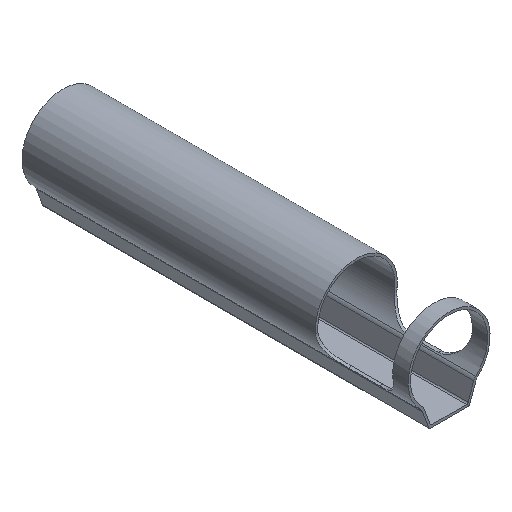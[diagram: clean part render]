
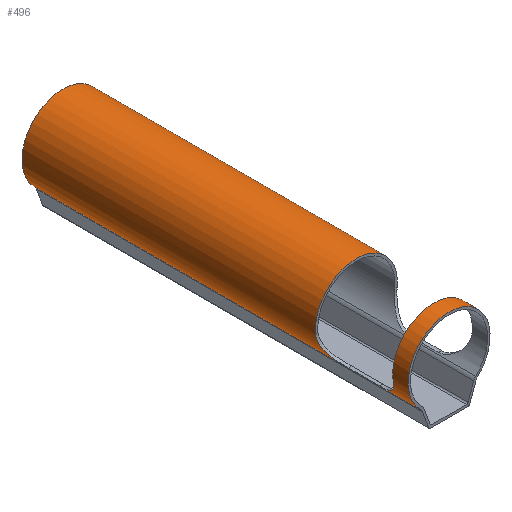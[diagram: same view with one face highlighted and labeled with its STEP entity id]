
A CAD part, isometric view. The second image highlights one B-rep face of the part: STEP entity #496.
In plain terms, the highlighted cylindrical face has radius 53 mm (diameter 106 mm), a partial arc.
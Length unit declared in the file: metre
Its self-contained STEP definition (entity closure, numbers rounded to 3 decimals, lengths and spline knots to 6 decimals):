
#13=B_SPLINE_CURVE_WITH_KNOTS('',3,(#733,#734,#735,#736,#737,#738,#739,
#740,#741,#742,#743,#744,#745,#746),.UNSPECIFIED.,.F.,.F.,(4,1,1,1,1,1,
1,1,1,1,1,4),(0.,0.006107,0.012215,0.018322,
0.021376,0.024429,0.027483,0.030537,
0.036644,0.039698,0.042751,0.048859),
 .UNSPECIFIED.);
#15=B_SPLINE_CURVE_WITH_KNOTS('',3,(#765,#766,#767,#768,#769,#770,#771,
#772,#773,#774,#775,#776),.UNSPECIFIED.,.F.,.F.,(4,1,1,1,1,1,1,1,1,4),(0.,
0.006105,0.012211,0.015263,0.018316,
0.024421,0.030527,0.036632,0.042737,
0.048843),.UNSPECIFIED.);
#17=B_SPLINE_CURVE_WITH_KNOTS('',3,(#807,#808,#809,#810,#811,#812,#813,
#814,#815,#816,#817,#818),.UNSPECIFIED.,.F.,.F.,(4,1,1,1,1,1,1,1,1,4),(0.,
0.006105,0.012211,0.015263,0.018316,
0.024421,0.030527,0.036632,0.042737,
0.048843),.UNSPECIFIED.);
#19=B_SPLINE_CURVE_WITH_KNOTS('',3,(#837,#838,#839,#840,#841,#842,#843,
#844,#845,#846,#847,#848,#849,#850),.UNSPECIFIED.,.F.,.F.,(4,1,1,1,1,1,
1,1,1,1,1,4),(0.,0.006107,0.012215,0.018322,
0.021376,0.024429,0.027483,0.030537,
0.036644,0.039698,0.042751,0.048859),
 .UNSPECIFIED.);
#33=CYLINDRICAL_SURFACE('',#557,0.053);
#35=CIRCLE('',#515,0.053);
#36=CIRCLE('',#523,0.053);
#56=CIRCLE('',#558,0.053);
#57=CIRCLE('',#559,0.053);
#154=ORIENTED_EDGE('',*,*,#270,.T.);
#155=ORIENTED_EDGE('',*,*,#255,.T.);
#156=ORIENTED_EDGE('',*,*,#271,.F.);
#157=ORIENTED_EDGE('',*,*,#245,.T.);
#158=ORIENTED_EDGE('',*,*,#220,.T.);
#159=ORIENTED_EDGE('',*,*,#224,.T.);
#160=ORIENTED_EDGE('',*,*,#223,.T.);
#161=ORIENTED_EDGE('',*,*,#217,.T.);
#162=ORIENTED_EDGE('',*,*,#211,.T.);
#163=ORIENTED_EDGE('',*,*,#205,.T.);
#164=ORIENTED_EDGE('',*,*,#208,.T.);
#165=ORIENTED_EDGE('',*,*,#214,.T.);
#205=EDGE_CURVE('',#275,#277,#35,.T.);
#208=EDGE_CURVE('',#277,#279,#13,.T.);
#211=EDGE_CURVE('',#281,#275,#15,.T.);
#214=EDGE_CURVE('',#279,#283,#328,.T.);
#217=EDGE_CURVE('',#285,#281,#331,.T.);
#220=EDGE_CURVE('',#283,#287,#17,.T.);
#223=EDGE_CURVE('',#289,#285,#19,.T.);
#224=EDGE_CURVE('',#287,#289,#36,.T.);
#245=EDGE_CURVE('',#307,#309,#343,.T.);
#255=EDGE_CURVE('',#320,#318,#348,.T.);
#270=EDGE_CURVE('',#309,#320,#56,.T.);
#271=EDGE_CURVE('',#307,#318,#57,.T.);
#275=VERTEX_POINT('',#709);
#277=VERTEX_POINT('',#713);
#279=VERTEX_POINT('',#732);
#281=VERTEX_POINT('',#750);
#283=VERTEX_POINT('',#781);
#285=VERTEX_POINT('',#786);
#287=VERTEX_POINT('',#806);
#289=VERTEX_POINT('',#822);
#307=VERTEX_POINT('',#893);
#309=VERTEX_POINT('',#897);
#318=VERTEX_POINT('',#919);
#320=VERTEX_POINT('',#922);
#328=LINE('',#782,#368);
#331=LINE('',#788,#371);
#343=LINE('',#898,#383);
#348=LINE('',#921,#388);
#368=VECTOR('',#583,1.);
#371=VECTOR('',#588,1.);
#383=VECTOR('',#640,1.);
#388=VECTOR('',#661,1.);
#425=EDGE_LOOP('',(#154,#155,#156,#157));
#426=EDGE_LOOP('',(#158,#159,#160,#161,#162,#163,#164,#165));
#455=FACE_BOUND('',#425,.T.);
#456=FACE_BOUND('',#426,.T.);
#496=ADVANCED_FACE('',(#455,#456),#33,.T.);
#515=AXIS2_PLACEMENT_3D('',#714,#571,#572);
#523=AXIS2_PLACEMENT_3D('',#852,#597,#598);
#557=AXIS2_PLACEMENT_3D('',#944,#691,#692);
#558=AXIS2_PLACEMENT_3D('',#945,#693,#694);
#559=AXIS2_PLACEMENT_3D('',#946,#695,#696);
#571=DIRECTION('',(0.,-1.,0.));
#572=DIRECTION('',(0.,0.,-1.));
#583=DIRECTION('',(0.,1.,0.));
#588=DIRECTION('',(0.,-1.,0.));
#597=DIRECTION('',(0.,1.,0.));
#598=DIRECTION('',(0.,0.,1.));
#640=DIRECTION('',(0.,-1.,0.));
#661=DIRECTION('',(0.,1.,0.));
#691=DIRECTION('',(0.,-1.,0.));
#692=DIRECTION('',(0.,0.,-1.));
#693=DIRECTION('',(0.,1.,0.));
#694=DIRECTION('',(0.,0.,1.));
#695=DIRECTION('',(0.,1.,0.));
#696=DIRECTION('',(0.,0.,1.));
#709=CARTESIAN_POINT('',(0.052764,0.02,-0.005));
#713=CARTESIAN_POINT('',(-0.052764,0.02,-0.005));
#714=CARTESIAN_POINT('',(0.,0.02,0.));
#732=CARTESIAN_POINT('',(-0.039799,0.05,-0.035));
#733=CARTESIAN_POINT('',(-0.052764,0.02,-0.005));
#734=CARTESIAN_POINT('',(-0.052568,0.02,-0.007059));
#735=CARTESIAN_POINT('',(-0.05195,0.020414,-0.011062));
#736=CARTESIAN_POINT('',(-0.050373,0.022213,-0.01681));
#737=CARTESIAN_POINT('',(-0.048697,0.024524,-0.021045));
#738=CARTESIAN_POINT('',(-0.047209,0.026833,-0.024132));
#739=CARTESIAN_POINT('',(-0.046071,0.028745,-0.026234));
#740=CARTESIAN_POINT('',(-0.044926,0.030843,-0.028146));
#741=CARTESIAN_POINT('',(-0.043412,0.033921,-0.030454));
#742=CARTESIAN_POINT('',(-0.042045,0.037284,-0.032292));
#743=CARTESIAN_POINT('',(-0.040947,0.040957,-0.033657));
#744=CARTESIAN_POINT('',(-0.040082,0.04489,-0.034684));
#745=CARTESIAN_POINT('',(-0.039799,0.047926,-0.035));
#746=CARTESIAN_POINT('',(-0.039799,0.05,-0.035));
#750=CARTESIAN_POINT('',(0.039799,0.05,-0.035));
#765=CARTESIAN_POINT('',(0.039799,0.05,-0.035));
#766=CARTESIAN_POINT('',(0.039799,0.047928,-0.035));
#767=CARTESIAN_POINT('',(0.040175,0.043895,-0.03458));
#768=CARTESIAN_POINT('',(0.041444,0.039081,-0.033062));
#769=CARTESIAN_POINT('',(0.042731,0.035598,-0.03137));
#770=CARTESIAN_POINT('',(0.044167,0.032287,-0.029346));
#771=CARTESIAN_POINT('',(0.04608,0.028642,-0.026324));
#772=CARTESIAN_POINT('',(0.048373,0.02497,-0.021865));
#773=CARTESIAN_POINT('',(0.050371,0.022216,-0.016814));
#774=CARTESIAN_POINT('',(0.051951,0.020413,-0.011059));
#775=CARTESIAN_POINT('',(0.052568,0.02,-0.007061));
#776=CARTESIAN_POINT('',(0.052764,0.02,-0.005));
#781=CARTESIAN_POINT('',(-0.039799,0.09,-0.035));
#782=CARTESIAN_POINT('',(-0.039799,0.5,-0.035));
#786=CARTESIAN_POINT('',(0.039799,0.09,-0.035));
#788=CARTESIAN_POINT('',(0.039799,0.5,-0.035));
#806=CARTESIAN_POINT('',(-0.052764,0.12,-0.005));
#807=CARTESIAN_POINT('',(-0.039799,0.09,-0.035));
#808=CARTESIAN_POINT('',(-0.039799,0.092072,-0.035));
#809=CARTESIAN_POINT('',(-0.040175,0.096105,-0.03458));
#810=CARTESIAN_POINT('',(-0.041444,0.100919,-0.033062));
#811=CARTESIAN_POINT('',(-0.042731,0.104402,-0.03137));
#812=CARTESIAN_POINT('',(-0.044167,0.107713,-0.029346));
#813=CARTESIAN_POINT('',(-0.04608,0.111358,-0.026324));
#814=CARTESIAN_POINT('',(-0.048373,0.11503,-0.021865));
#815=CARTESIAN_POINT('',(-0.050371,0.117784,-0.016814));
#816=CARTESIAN_POINT('',(-0.051951,0.119587,-0.011059));
#817=CARTESIAN_POINT('',(-0.052568,0.12,-0.007061));
#818=CARTESIAN_POINT('',(-0.052764,0.12,-0.005));
#822=CARTESIAN_POINT('',(0.052764,0.12,-0.005));
#837=CARTESIAN_POINT('',(0.052764,0.12,-0.005));
#838=CARTESIAN_POINT('',(0.052568,0.12,-0.007059));
#839=CARTESIAN_POINT('',(0.05195,0.119586,-0.011062));
#840=CARTESIAN_POINT('',(0.050373,0.117787,-0.01681));
#841=CARTESIAN_POINT('',(0.048697,0.115476,-0.021045));
#842=CARTESIAN_POINT('',(0.047209,0.113167,-0.024132));
#843=CARTESIAN_POINT('',(0.046071,0.111255,-0.026234));
#844=CARTESIAN_POINT('',(0.044926,0.109157,-0.028146));
#845=CARTESIAN_POINT('',(0.043412,0.106079,-0.030454));
#846=CARTESIAN_POINT('',(0.042045,0.102716,-0.032292));
#847=CARTESIAN_POINT('',(0.040947,0.099043,-0.033657));
#848=CARTESIAN_POINT('',(0.040082,0.09511,-0.034684));
#849=CARTESIAN_POINT('',(0.039799,0.092074,-0.035));
#850=CARTESIAN_POINT('',(0.039799,0.09,-0.035));
#852=CARTESIAN_POINT('',(0.,0.12,0.));
#893=CARTESIAN_POINT('',(-0.037002,0.5,-0.037945));
#897=CARTESIAN_POINT('',(-0.037002,0.,-0.037945));
#898=CARTESIAN_POINT('',(-0.037002,0.5,-0.037945));
#919=CARTESIAN_POINT('',(0.037002,0.5,-0.037945));
#921=CARTESIAN_POINT('',(0.037002,0.5,-0.037945));
#922=CARTESIAN_POINT('',(0.037002,0.,-0.037945));
#944=CARTESIAN_POINT('',(0.,0.5,0.));
#945=CARTESIAN_POINT('',(0.,0.,0.));
#946=CARTESIAN_POINT('',(0.,0.5,0.));
